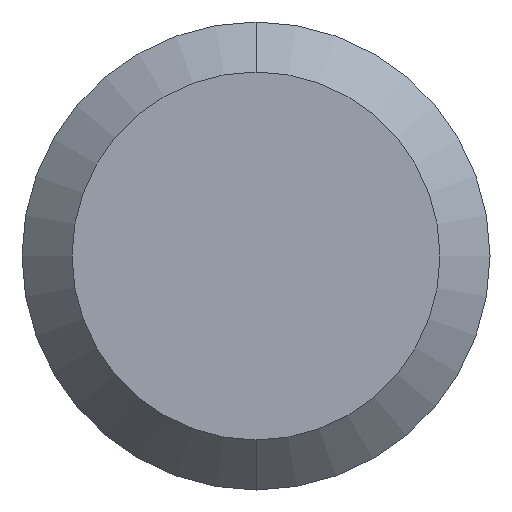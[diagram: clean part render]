
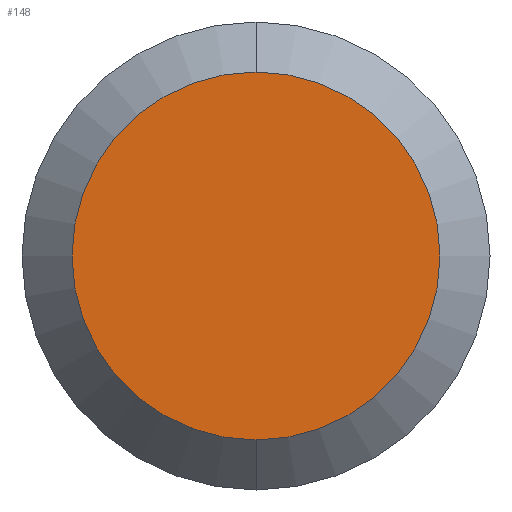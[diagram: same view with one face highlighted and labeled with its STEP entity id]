
A CAD part, front view. The second image highlights one B-rep face of the part: STEP entity #148.
In plain terms, the highlighted planar face has unit normal (0, -1, 0).
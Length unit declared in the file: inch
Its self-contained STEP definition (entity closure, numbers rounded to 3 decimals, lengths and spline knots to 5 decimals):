
#29 = DIRECTION ( 'NONE',  ( 0., 0., 1. ) ) ;
#31 = CARTESIAN_POINT ( 'NONE',  ( 0., 0., -0.0736 ) ) ;
#49 = VERTEX_POINT ( 'NONE', #69 ) ;
#69 = CARTESIAN_POINT ( 'NONE',  ( 0., 0., 0.0736 ) ) ;
#79 = ORIENTED_EDGE ( 'NONE', *, *, #125, .T. ) ;
#84 = FACE_OUTER_BOUND ( 'NONE', #179, .T. ) ;
#102 = CIRCLE ( 'NONE', #167, 0.0736 ) ;
#111 = AXIS2_PLACEMENT_3D ( 'NONE', #250, #228, #226 ) ;
#115 = DIRECTION ( 'NONE',  ( 0., 0., 1. ) ) ;
#125 = EDGE_CURVE ( 'NONE', #49, #219, #102, .T. ) ;
#130 = CIRCLE ( 'NONE', #111, 0.0736 ) ;
#143 = AXIS2_PLACEMENT_3D ( 'NONE', #175, #240, #29 ) ;
#148 = ADVANCED_FACE ( 'NONE', ( #84 ), #266, .F. ) ;
#167 = AXIS2_PLACEMENT_3D ( 'NONE', #218, #217, #115 ) ;
#175 = CARTESIAN_POINT ( 'NONE',  ( 0., 0., 0. ) ) ;
#179 = EDGE_LOOP ( 'NONE', ( #79, #181 ) ) ;
#181 = ORIENTED_EDGE ( 'NONE', *, *, #273, .T. ) ;
#217 = DIRECTION ( 'NONE',  ( 0., -1., 0. ) ) ;
#218 = CARTESIAN_POINT ( 'NONE',  ( 0., 0., 0. ) ) ;
#219 = VERTEX_POINT ( 'NONE', #31 ) ;
#226 = DIRECTION ( 'NONE',  ( 0., 0., 1. ) ) ;
#228 = DIRECTION ( 'NONE',  ( 0., -1., 0. ) ) ;
#240 = DIRECTION ( 'NONE',  ( 0., 1., 0. ) ) ;
#250 = CARTESIAN_POINT ( 'NONE',  ( 0., 0., 0. ) ) ;
#266 = PLANE ( 'NONE',  #143 ) ;
#273 = EDGE_CURVE ( 'NONE', #219, #49, #130, .T. ) ;
